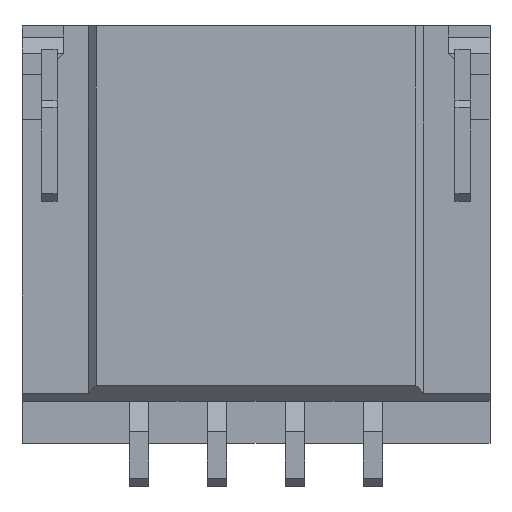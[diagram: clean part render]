
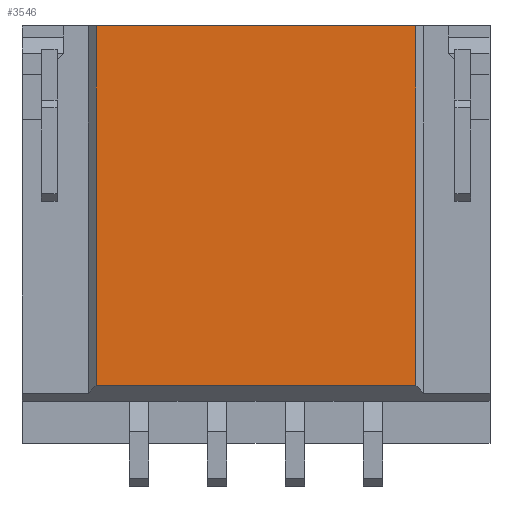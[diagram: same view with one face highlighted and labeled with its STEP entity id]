
A CAD part, front view. The second image highlights one B-rep face of the part: STEP entity #3546.
In plain terms, the highlighted planar face has unit normal (0, -1, 0).
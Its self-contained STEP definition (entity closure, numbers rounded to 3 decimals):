
#476=DIRECTION('',(-1.,0.,0.));
#477=VECTOR('',#476,4.1);
#478=CARTESIAN_POINT('',(2.05,-1.525,2.675));
#479=LINE('',#478,#477);
#965=DIRECTION('',(1.,0.,0.));
#966=VECTOR('',#965,4.1);
#967=CARTESIAN_POINT('',(-2.05,-1.525,-1.935));
#968=LINE('',#967,#966);
#969=DIRECTION('',(0.,0.,-1.));
#970=VECTOR('',#969,4.61);
#971=CARTESIAN_POINT('',(-2.05,-1.525,2.675));
#972=LINE('',#971,#970);
#973=DIRECTION('',(0.,0.,1.));
#974=VECTOR('',#973,4.61);
#975=CARTESIAN_POINT('',(2.05,-1.525,-1.935));
#976=LINE('',#975,#974);
#1809=CARTESIAN_POINT('',(2.05,-1.525,2.675));
#1811=VERTEX_POINT('',#1809);
#1814=CARTESIAN_POINT('',(-2.05,-1.525,2.675));
#1816=VERTEX_POINT('',#1814);
#1817=CARTESIAN_POINT('',(2.05,-1.525,-1.935));
#1819=VERTEX_POINT('',#1817);
#1831=CARTESIAN_POINT('',(-2.05,-1.525,-1.935));
#1832=VERTEX_POINT('',#1831);
#3535=CARTESIAN_POINT('',(-3.,-1.525,-2.675));
#3536=DIRECTION('',(0.,-1.,0.));
#3537=DIRECTION('',(1.,0.,0.));
#3538=AXIS2_PLACEMENT_3D('',#3535,#3536,#3537);
#3539=PLANE('',#3538);
#3540=ORIENTED_EDGE('',*,*,#3516,.F.);
#3541=ORIENTED_EDGE('',*,*,#3497,.F.);
#3542=ORIENTED_EDGE('',*,*,#2886,.F.);
#3543=ORIENTED_EDGE('',*,*,#3527,.F.);
#3544=EDGE_LOOP('',(#3540,#3541,#3542,#3543));
#3545=FACE_OUTER_BOUND('',#3544,.F.);
#3546=ADVANCED_FACE('',(#3545),#3539,.T.);
#2886=EDGE_CURVE('',#1811,#1816,#479,.T.);
#3497=EDGE_CURVE('',#1816,#1832,#972,.T.);
#3516=EDGE_CURVE('',#1832,#1819,#968,.T.);
#3527=EDGE_CURVE('',#1819,#1811,#976,.T.);
